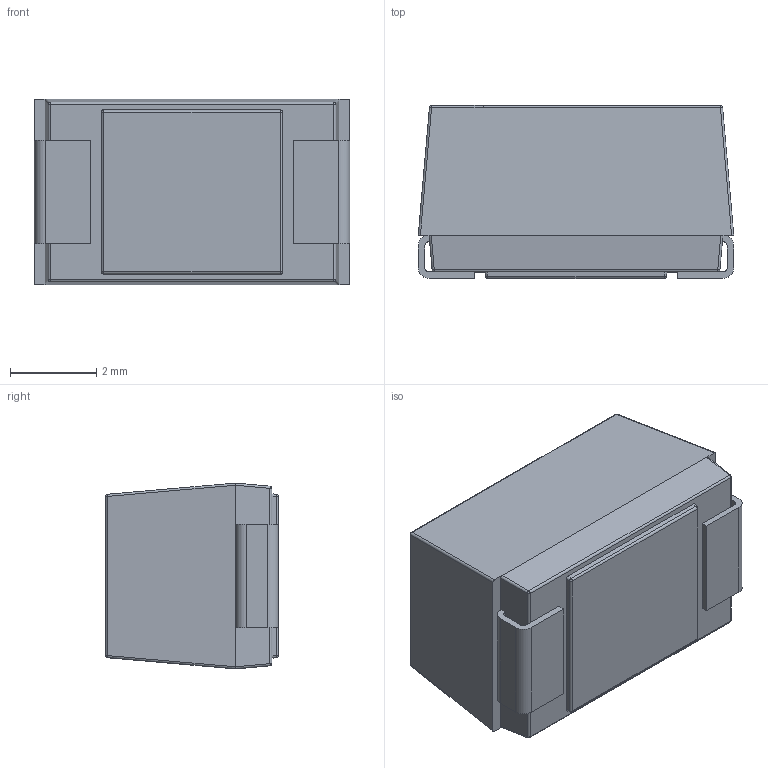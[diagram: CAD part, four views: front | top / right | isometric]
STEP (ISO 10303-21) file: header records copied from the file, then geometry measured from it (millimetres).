
FILE_DESCRIPTION (( 'STEP AP214' ), '1' );
FILE_NAME ('Capacitor_Tantalum_SMD_7343-43.step', '2020-10-19T11:51:58+00:00', 'Stefan Hamminga', '', '', '', '');
FILE_SCHEMA (( 'AUTOMOTIVE_DESIGN' ));
Length unit declared in the file: millimetre
Products named in the file (1): Capacitor_Tantalum_SMD_7343-43
Bounding box: 7.3 x 4 x 4.3 mm (x, y, z)
Volume: 114.1 mm3; surface area: 175.1 mm2
Topology: 3 solids, 3 shells, 84 faces, 201 edges, 112 vertices
Faces by surface type: plane 38, cylinder 34, sphere 12
Entity records: 2409 total; most frequent: CARTESIAN_POINT 422, DIRECTION 401, ORIENTED_EDGE 378, EDGE_CURVE 189, AXIS2_PLACEMENT_3D 139, LINE 123, VECTOR 123, VERTEX_POINT 112
